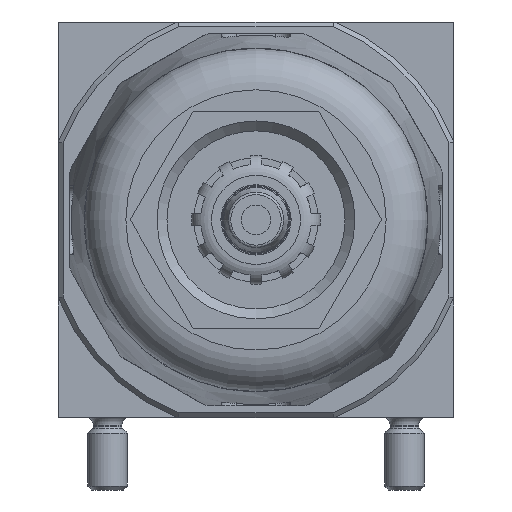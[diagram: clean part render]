
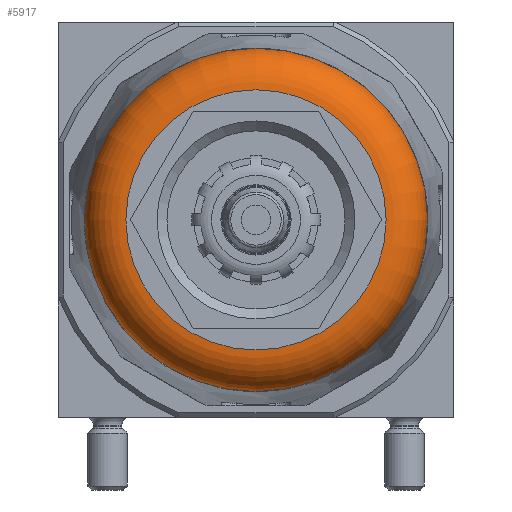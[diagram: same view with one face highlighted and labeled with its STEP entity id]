
A CAD part, front view. The second image highlights one B-rep face of the part: STEP entity #5917.
In plain terms, the highlighted toroidal (fillet/blend) face has major radius 13.15 mm and minor radius 4.2 mm.
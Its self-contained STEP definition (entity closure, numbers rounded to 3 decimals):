
#136=TOROIDAL_SURFACE('',#6324,13.15,4.2);
#1582=ORIENTED_EDGE('',*,*,#2699,.T.);
#1583=ORIENTED_EDGE('',*,*,#2698,.F.);
#2698=EDGE_CURVE('',#3251,#3251,#3573,.T.);
#2699=EDGE_CURVE('',#3252,#3252,#3574,.T.);
#3251=VERTEX_POINT('',#8975);
#3252=VERTEX_POINT('',#8978);
#3573=CIRCLE('',#6323,13.15);
#3574=CIRCLE('',#6325,17.35);
#3830=EDGE_LOOP('',(#1582));
#3831=EDGE_LOOP('',(#1583));
#4180=FACE_BOUND('',#3830,.T.);
#4181=FACE_BOUND('',#3831,.T.);
#5917=ADVANCED_FACE('',(#4180,#4181),#136,.T.);
#6323=AXIS2_PLACEMENT_3D('',#8974,#7220,#7221);
#6324=AXIS2_PLACEMENT_3D('',#8976,#7222,#7223);
#6325=AXIS2_PLACEMENT_3D('',#8977,#7224,#7225);
#7220=DIRECTION('',(0.,-1.,0.));
#7221=DIRECTION('',(0.,0.,-1.));
#7222=DIRECTION('',(0.,-1.,0.));
#7223=DIRECTION('',(0.,0.,-1.));
#7224=DIRECTION('',(0.,-1.,0.));
#7225=DIRECTION('',(0.,0.,-1.));
#8974=CARTESIAN_POINT('',(0.,-119.,0.));
#8975=CARTESIAN_POINT('',(0.,-119.,-13.15));
#8976=CARTESIAN_POINT('',(0.,-114.8,0.));
#8977=CARTESIAN_POINT('',(0.,-114.8,0.));
#8978=CARTESIAN_POINT('',(0.,-114.8,-17.35));
